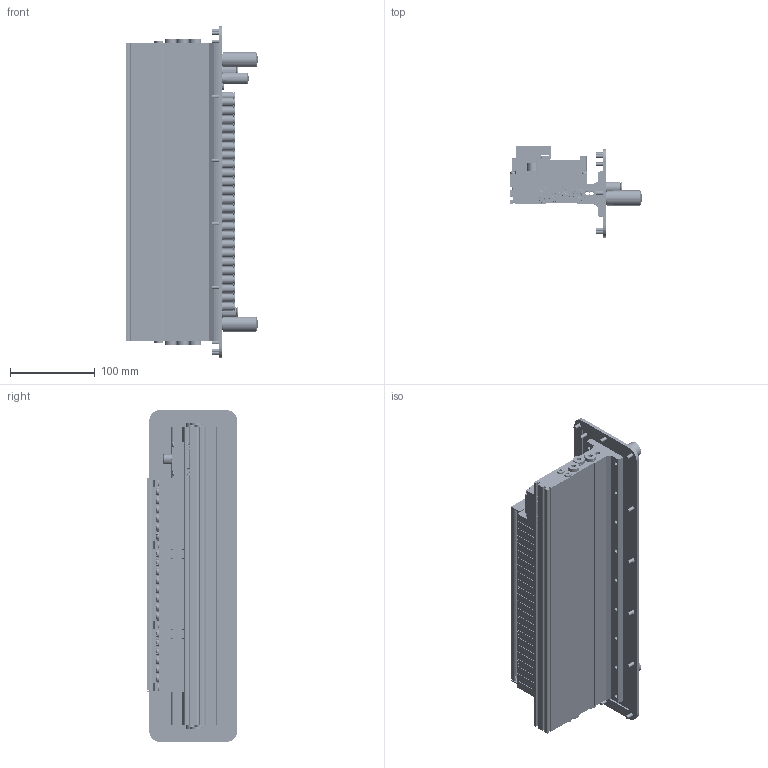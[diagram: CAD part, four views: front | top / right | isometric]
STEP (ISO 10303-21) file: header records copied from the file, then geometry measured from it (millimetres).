
FILE_DESCRIPTION(/* description */ ('VTUG-MP-Ventilinsel'),/* implementation_level */ '2;1');
FILE_NAME(/* name */ 'VTUG 10, 24 met doorvoerplaat en IO-link.stp',/* time_stamp */ '2018-07-11T11:01:48+02:00',/* author */ ('user'),/* organization */ ('FESTO'),/* preprocessor_version */ 'ST-DEVELOPER v16.5',/* originating_system */ 'Autodesk Inventor 2017',/* authorisation */ '');
FILE_SCHEMA (('AUTOMOTIVE_DESIGN { 1 0 10303 214 3 1 1 }'));
Length unit declared in the file: millimetre
Products named in the file (19): 573606 VTUG-10-VRLK-B1T-G18FD-DTFD-M7SFD-24VK+TTXNSC; 573605 VABM-L1-10-HWS2-G18-24-GR-- ---(MF); 573413 VUVG-B10-T32C-MZT-F-1T1L---(V_M7); 730988 F-M2x34-10.9; 3568 B-1/8---(VTUG); 174309 B-M7---(VTUG); 573940 VAEM-L1-S-24-PT---(0)_p; 1426888 F-M3x17-10.9; 573463 ASCF-H-L1-10-24V---(T); 1478897 ASCF-H-L1-L---(S); 1488418 ASCF-H-L1---(H); 1491427 ASCF-H-L1-R---(S); doorvoerplaat 24 32 klein; rubber 24 32; 161419 UC-1/8; 165004 UC-1/4; 578406 NPQH-BK-G18-P10; 578376 NPQH-DK-G18-Q8-P10; 133007 QSM-M7-6-I-R
Assembly tree (149 placements, depth 2):
  573606 VTUG-10-VRLK-B1T-G18FD-DTFD-M7SFD-24VK+TTXNSC
    573605 VABM-L1-10-HWS2-G18-24-GR-- ---(MF)
    573413 VUVG-B10-T32C-MZT-F-1T1L---(V_M7)  x24
    730988 F-M2x34-10.9  x48
    3568 B-1/8---(VTUG)  x6
    174309 B-M7---(VTUG)  x4
    573940 VAEM-L1-S-24-PT---(0)_p
    1426888 F-M3x17-10.9  x4
    573463 ASCF-H-L1-10-24V---(T)
    1478897 ASCF-H-L1-L---(S)
    1488418 ASCF-H-L1---(H)  x2
    1491427 ASCF-H-L1-R---(S)
    doorvoerplaat 24 32 klein
    rubber 24 32
    161419 UC-1/8
    165004 UC-1/4  x2
    578406 NPQH-BK-G18-P10
    578376 NPQH-DK-G18-Q8-P10  x2
    133007 QSM-M7-6-I-R  x48
Bounding box: 155.8 x 107.05 x 392 mm (x, y, z)
Volume: 1655212.6 mm3; surface area: 667222.2 mm2
Topology: 149 solids, 149 shells, 11024 faces, 26525 edges, 17225 vertices
Faces by surface type: plane 6898, cylinder 2614, cone 955, torus 357, sphere 196, bspline 4
Full cylindrical faces by diameter (mm): 1 x5, 1.022 x1, 1.314 x1, 1.567 x48, 1.69 x48, 2 x48, 2.459 x4, 2.5 x3, 2.6 x7, 2.65 x48, 2.7 x56, 2.8 x4, 3 x4, 3.2 x3, 3.9 x48, 4 x65, 4.134 x19, 4.2 x120, 4.5 x48, 4.6 x2, 4.864 x1, 5 x14, 5.3 x48, 5.5 x24, 5.6 x124, 5.85 x1, 5.917 x52, 6 x51, 6.1 x48, 6.2 x2
Entity records: 55403 total; most frequent: CARTESIAN_POINT 10522, DIRECTION 9551, ORIENTED_EDGE 7566, AXIS2_PLACEMENT_3D 3865, EDGE_CURVE 3783, EDGE_LOOP 3330, VERTEX_POINT 2905, FACE_OUTER_BOUND 1895
